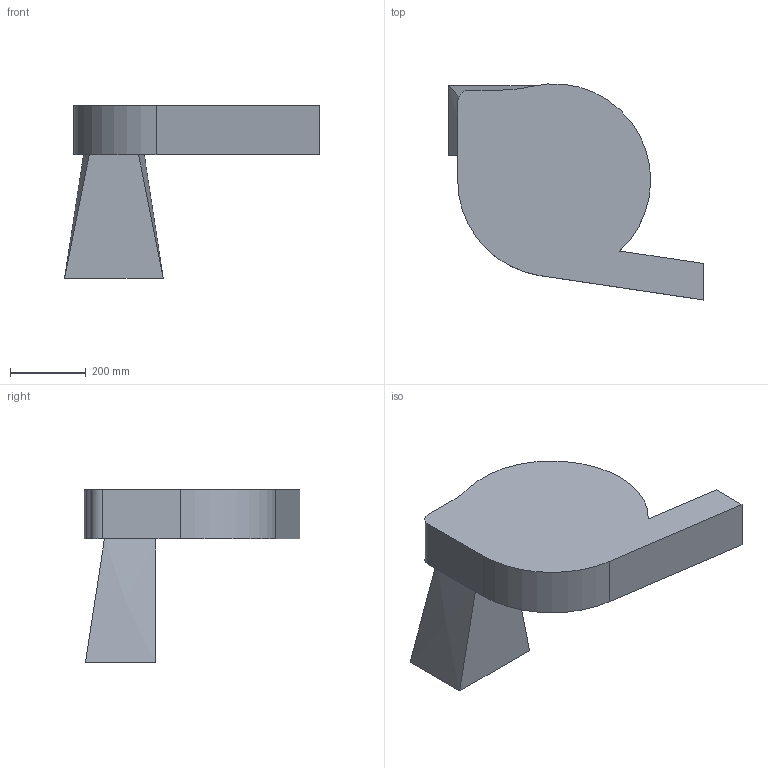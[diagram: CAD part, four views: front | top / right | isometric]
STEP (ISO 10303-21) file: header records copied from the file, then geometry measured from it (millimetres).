
FILE_DESCRIPTION (( 'STEP AP214' ), '1' );
FILE_NAME ('fluid.step', '2021-11-06T08:14:35', ( '' ), ( '' ), 'SwSTEP 2.0', 'SolidWorks 2021', '' );
FILE_SCHEMA (( 'AUTOMOTIVE_DESIGN' ));
Length unit declared in the file: millimetre
Products named in the file (1): fluid
Bounding box: 671.18 x 568.48 x 455 mm (x, y, z)
Volume: 41980434.2 mm3; surface area: 1034468.8 mm2
Topology: 1 solids, 1 shells, 16 faces, 39 edges, 26 vertices
Faces by surface type: plane 10, cylinder 4, bspline 2
Entity records: 521 total; most frequent: CARTESIAN_POINT 104, ORIENTED_EDGE 78, DIRECTION 77, EDGE_CURVE 39, VECTOR 31, LINE 31, VERTEX_POINT 26, AXIS2_PLACEMENT_3D 23
